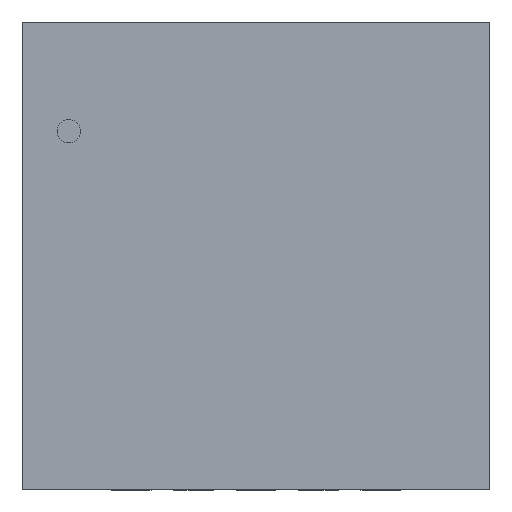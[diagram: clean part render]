
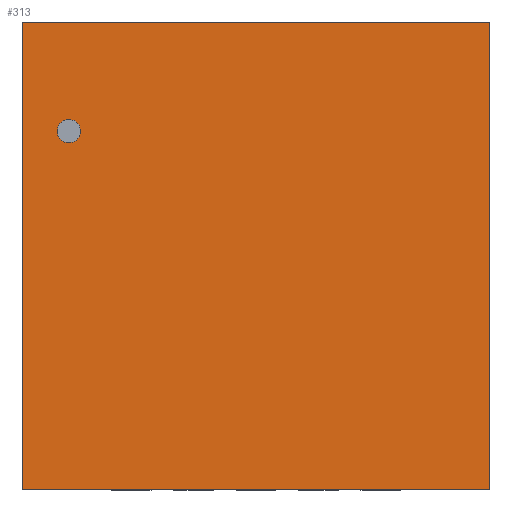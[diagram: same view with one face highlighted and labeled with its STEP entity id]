
A CAD part, top view. The second image highlights one B-rep face of the part: STEP entity #313.
In plain terms, the highlighted planar face has unit normal (0, 0, 1).
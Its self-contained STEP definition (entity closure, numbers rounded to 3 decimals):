
#21=DIRECTION('',(0.0,0.0,1.0));
#22=DIRECTION('',(1.0,0.0,0.0));
#201=DIRECTION('',(0.,1.,0.));
#217=DIRECTION('',(0.0,-1.0,0.0));
#226=VECTOR('',#227,2.997);
#227=DIRECTION('',(-1.0,0.0,0.0));
#230=VERTEX_POINT('',#231);
#231=CARTESIAN_POINT('',(1.499,-1.499,0.991));
#236=EDGE_CURVE('',#237,#230,#239,.T.);
#237=VERTEX_POINT('',#238);
#238=CARTESIAN_POINT('',(-1.499,-1.499,0.991));
#239=LINE('',#238,#240);
#240=VECTOR('',#22,2.997);
#256=VECTOR('',#217,2.997);
#259=VERTEX_POINT('',#260);
#260=CARTESIAN_POINT('',(1.499,1.499,0.991));
#263=EDGE_CURVE('',#230,#259,#264,.T.);
#264=LINE('',#231,#265);
#265=VECTOR('',#266,2.997);
#266=DIRECTION('',(0.0,1.0,0.0));
#281=VERTEX_POINT('',#282);
#282=CARTESIAN_POINT('',(-1.499,1.499,0.991));
#285=EDGE_CURVE('',#259,#281,#286,.T.);
#286=LINE('',#260,#226);
#299=EDGE_CURVE('',#281,#237,#300,.T.);
#300=LINE('',#282,#256);
#313=ADVANCED_FACE('',(#316),#314,.T.);
#314=PLANE('',#315);
#315=AXIS2_PLACEMENT_3D('',#238,#21,#201);
#316=FACE_OUTER_BOUND('',#317,.T.);
#317=EDGE_LOOP('',(#318,#319,#320,#321));
#318=ORIENTED_EDGE('',*,*,#236,.T.);
#319=ORIENTED_EDGE('',*,*,#263,.T.);
#320=ORIENTED_EDGE('',*,*,#285,.T.);
#321=ORIENTED_EDGE('',*,*,#299,.T.);
